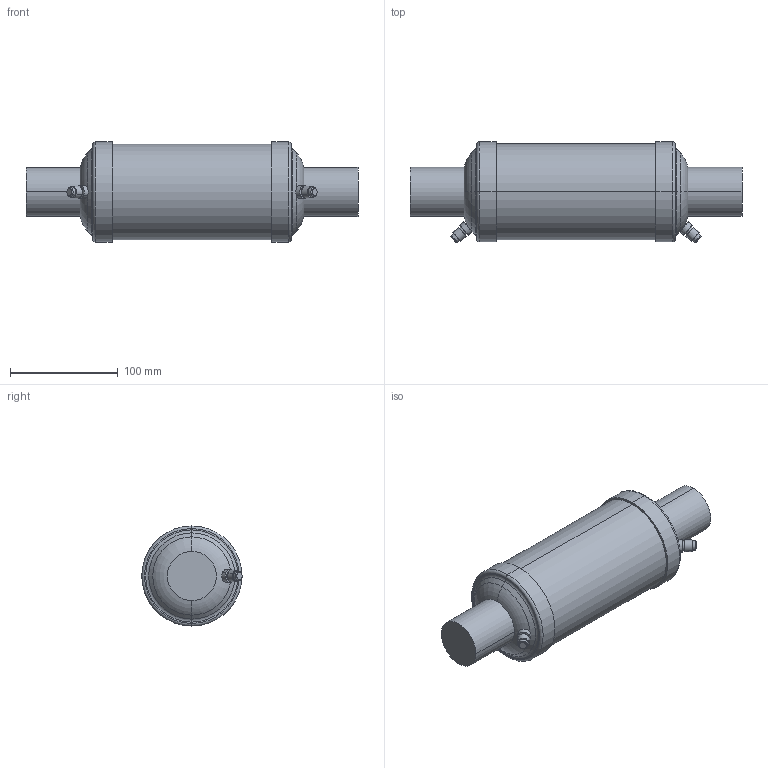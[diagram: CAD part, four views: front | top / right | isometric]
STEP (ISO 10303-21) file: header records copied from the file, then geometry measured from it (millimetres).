
FILE_DESCRIPTION (( 'STEP AP203' ), '1' );
FILE_NAME ('023Z2027R - DSF 7513sVV.STEP', '2022-12-16T11:16:54', ( '' ), ( '' ), 'SwSTEP 2.0', 'SolidWorks 2020', '' );
FILE_SCHEMA (( 'CONFIG_CONTROL_DESIGN' ));
Length unit declared in the file: millimetre
Products named in the file (1): 023Z2027R - DSF 7513sVV
Bounding box: 308 x 93.18 x 92.9 mm (x, y, z)
Volume: 1416602.7 mm3; surface area: 83896.3 mm2
Topology: 3 solids, 3 shells, 82 faces, 162 edges, 102 vertices
Faces by surface type: cylinder 38, plane 20, cone 12, torus 12
Entity records: 2472 total; most frequent: CARTESIAN_POINT 624, DIRECTION 420, ORIENTED_EDGE 324, AXIS2_PLACEMENT_3D 187, EDGE_CURVE 162, CIRCLE 104, VERTEX_POINT 102, EDGE_LOOP 98
